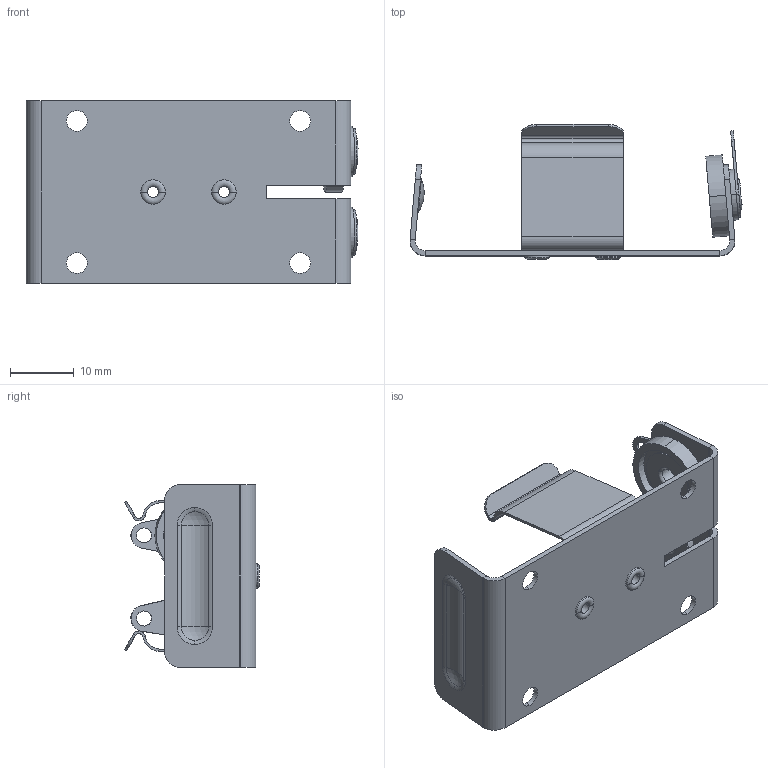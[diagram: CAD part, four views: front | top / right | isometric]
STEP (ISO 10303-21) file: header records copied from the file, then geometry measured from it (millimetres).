
FILE_DESCRIPTION (( 'STEP AP214' ), '1' );
FILE_NAME ('203-P.STEP', '2008-07-10T18:25:31', ( 'Richard Maletta' ), ( '' ), 'SwSTEP 2.0', 'SolidWorks 2008', '' );
FILE_SCHEMA (( 'AUTOMOTIVE_DESIGN' ));
Length unit declared in the file: millimetre
Products named in the file (1): 203-P
Bounding box: 51.91 x 21.09 x 28.57 mm (x, y, z)
Volume: 2524.2 mm3; surface area: 8220.9 mm2
Topology: 13 solids, 13 shells, 369 faces, 872 edges, 540 vertices
Faces by surface type: cylinder 150, plane 139, bspline 48, torus 28, sphere 4
Entity records: 16350 total; most frequent: CARTESIAN_POINT 3660, DIRECTION 1762, ORIENTED_EDGE 1744, EDGE_CURVE 872, AXIS2_PLACEMENT_3D 702, VERTEX_POINT 540, EDGE_LOOP 430, UNCERTAINTY_MEASURE_WITH_UNIT 383
